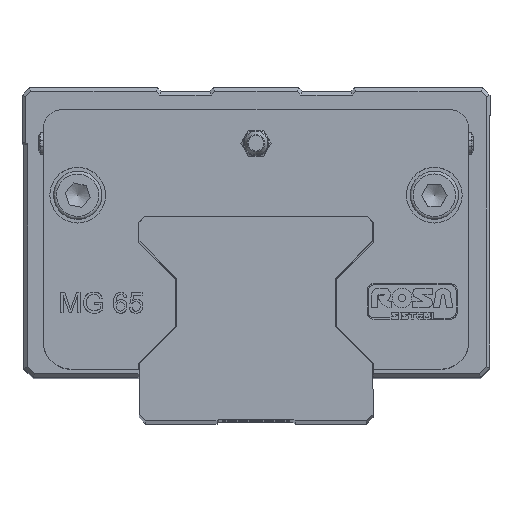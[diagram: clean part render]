
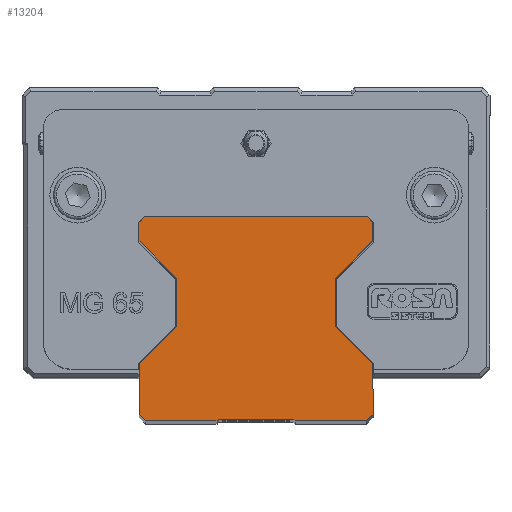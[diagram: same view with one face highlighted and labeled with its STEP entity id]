
A CAD part, top view. The second image highlights one B-rep face of the part: STEP entity #13204.
In plain terms, the highlighted planar face has unit normal (0, 0, 1).
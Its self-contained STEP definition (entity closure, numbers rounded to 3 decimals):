
#12492=CARTESIAN_POINT('',(-10.5,-27.601,523.0));
#12493=VERTEX_POINT('',#12492);
#12494=CARTESIAN_POINT('',(-29.7,-27.601,523.0));
#12495=VERTEX_POINT('',#12494);
#12496=CARTESIAN_POINT('',(-10.5,-27.601,523.0));
#12497=DIRECTION('',(-1.0,0.0,0.0));
#12498=VECTOR('',#12497,19.2);
#12499=LINE('',#12496,#12498);
#12500=EDGE_CURVE('',#12493,#12495,#12499,.T.);
#12532=CARTESIAN_POINT('',(-31.5,-25.801,523.0));
#12533=VERTEX_POINT('',#12532);
#12534=CARTESIAN_POINT('',(-29.7,-27.601,523.0));
#12535=DIRECTION('',(-0.707,0.707,0.0));
#12536=VECTOR('',#12535,2.546);
#12537=LINE('',#12534,#12536);
#12538=EDGE_CURVE('',#12495,#12533,#12537,.T.);
#12563=CARTESIAN_POINT('',(-31.5,-12.065,523.0));
#12564=VERTEX_POINT('',#12563);
#12565=CARTESIAN_POINT('',(-31.5,-25.801,523.0));
#12566=DIRECTION('',(0.0,1.0,0.0));
#12567=VECTOR('',#12566,13.736);
#12568=LINE('',#12565,#12567);
#12569=EDGE_CURVE('',#12533,#12564,#12568,.T.);
#12594=CARTESIAN_POINT('',(-21.5,-2.065,523.0));
#12595=VERTEX_POINT('',#12594);
#12596=CARTESIAN_POINT('',(-31.5,-12.065,523.0));
#12597=DIRECTION('',(0.707,0.707,0.0));
#12598=VECTOR('',#12597,14.142);
#12599=LINE('',#12596,#12598);
#12600=EDGE_CURVE('',#12564,#12595,#12599,.T.);
#12625=CARTESIAN_POINT('',(-21.5,10.864,523.0));
#12626=VERTEX_POINT('',#12625);
#12627=CARTESIAN_POINT('',(-21.5,-2.065,523.0));
#12628=DIRECTION('',(0.0,1.0,0.0));
#12629=VECTOR('',#12628,12.929);
#12630=LINE('',#12627,#12629);
#12631=EDGE_CURVE('',#12595,#12626,#12630,.T.);
#12656=CARTESIAN_POINT('',(-31.5,20.863,523.0));
#12657=VERTEX_POINT('',#12656);
#12658=CARTESIAN_POINT('',(-21.5,10.864,523.0));
#12659=DIRECTION('',(-0.707,0.707,0.0));
#12660=VECTOR('',#12659,14.142);
#12661=LINE('',#12658,#12660);
#12662=EDGE_CURVE('',#12626,#12657,#12661,.T.);
#12687=CARTESIAN_POINT('',(-31.5,25.899,523.0));
#12688=VERTEX_POINT('',#12687);
#12689=CARTESIAN_POINT('',(-31.5,20.863,523.0));
#12690=DIRECTION('',(0.0,1.0,0.0));
#12691=VECTOR('',#12690,5.036);
#12692=LINE('',#12689,#12691);
#12693=EDGE_CURVE('',#12657,#12688,#12692,.T.);
#12718=CARTESIAN_POINT('',(-30.,27.399,523.0));
#12719=VERTEX_POINT('',#12718);
#12720=CARTESIAN_POINT('',(-31.5,25.899,523.0));
#12721=DIRECTION('',(0.707,0.707,0.0));
#12722=VECTOR('',#12721,2.121);
#12723=LINE('',#12720,#12722);
#12724=EDGE_CURVE('',#12688,#12719,#12723,.T.);
#12749=CARTESIAN_POINT('',(30.,27.399,523.0));
#12750=VERTEX_POINT('',#12749);
#12751=CARTESIAN_POINT('',(-30.,27.399,523.0));
#12752=DIRECTION('',(1.0,0.0,0.0));
#12753=VECTOR('',#12752,60.);
#12754=LINE('',#12751,#12753);
#12755=EDGE_CURVE('',#12719,#12750,#12754,.T.);
#12801=CARTESIAN_POINT('',(31.5,25.899,523.0));
#12802=VERTEX_POINT('',#12801);
#12803=CARTESIAN_POINT('',(30.,27.399,523.0));
#12804=DIRECTION('',(0.707,-0.707,0.0));
#12805=VECTOR('',#12804,2.121);
#12806=LINE('',#12803,#12805);
#12807=EDGE_CURVE('',#12750,#12802,#12806,.T.);
#12832=CARTESIAN_POINT('',(31.5,20.863,523.0));
#12833=VERTEX_POINT('',#12832);
#12834=CARTESIAN_POINT('',(31.5,25.899,523.0));
#12835=DIRECTION('',(0.0,-1.0,0.0));
#12836=VECTOR('',#12835,5.036);
#12837=LINE('',#12834,#12836);
#12838=EDGE_CURVE('',#12802,#12833,#12837,.T.);
#12863=CARTESIAN_POINT('',(21.5,10.864,523.0));
#12864=VERTEX_POINT('',#12863);
#12865=CARTESIAN_POINT('',(31.5,20.863,523.0));
#12866=DIRECTION('',(-0.707,-0.707,0.0));
#12867=VECTOR('',#12866,14.142);
#12868=LINE('',#12865,#12867);
#12869=EDGE_CURVE('',#12833,#12864,#12868,.T.);
#12894=CARTESIAN_POINT('',(21.5,-2.065,523.0));
#12895=VERTEX_POINT('',#12894);
#12896=CARTESIAN_POINT('',(21.5,10.864,523.0));
#12897=DIRECTION('',(0.0,-1.0,0.0));
#12898=VECTOR('',#12897,12.929);
#12899=LINE('',#12896,#12898);
#12900=EDGE_CURVE('',#12864,#12895,#12899,.T.);
#12925=CARTESIAN_POINT('',(31.5,-12.065,523.0));
#12926=VERTEX_POINT('',#12925);
#12927=CARTESIAN_POINT('',(21.5,-2.065,523.0));
#12928=DIRECTION('',(0.707,-0.707,0.0));
#12929=VECTOR('',#12928,14.142);
#12930=LINE('',#12927,#12929);
#12931=EDGE_CURVE('',#12895,#12926,#12930,.T.);
#12956=CARTESIAN_POINT('',(31.5,-25.801,523.0));
#12957=VERTEX_POINT('',#12956);
#12958=CARTESIAN_POINT('',(31.5,-12.065,523.0));
#12959=DIRECTION('',(0.0,-1.0,0.0));
#12960=VECTOR('',#12959,13.736);
#12961=LINE('',#12958,#12960);
#12962=EDGE_CURVE('',#12926,#12957,#12961,.T.);
#12987=CARTESIAN_POINT('',(29.7,-27.601,523.0));
#12988=VERTEX_POINT('',#12987);
#12989=CARTESIAN_POINT('',(31.5,-25.801,523.0));
#12990=DIRECTION('',(-0.707,-0.707,0.0));
#12991=VECTOR('',#12990,2.546);
#12992=LINE('',#12989,#12991);
#12993=EDGE_CURVE('',#12957,#12988,#12992,.T.);
#13018=CARTESIAN_POINT('',(10.5,-27.601,523.0));
#13019=VERTEX_POINT('',#13018);
#13020=CARTESIAN_POINT('',(29.7,-27.601,523.0));
#13021=DIRECTION('',(-1.0,0.0,0.0));
#13022=VECTOR('',#13021,19.2);
#13023=LINE('',#13020,#13022);
#13024=EDGE_CURVE('',#12988,#13019,#13023,.T.);
#13049=CARTESIAN_POINT('',(10.,-27.101,523.0));
#13050=VERTEX_POINT('',#13049);
#13051=CARTESIAN_POINT('',(10.5,-27.601,523.0));
#13052=DIRECTION('',(-0.707,0.707,0.0));
#13053=VECTOR('',#13052,0.707);
#13054=LINE('',#13051,#13053);
#13055=EDGE_CURVE('',#13019,#13050,#13054,.T.);
#13080=CARTESIAN_POINT('',(-10.,-27.101,523.0));
#13081=VERTEX_POINT('',#13080);
#13082=CARTESIAN_POINT('',(10.,-27.101,523.0));
#13083=DIRECTION('',(-1.0,0.0,0.0));
#13084=VECTOR('',#13083,20.0);
#13085=LINE('',#13082,#13084);
#13086=EDGE_CURVE('',#13050,#13081,#13085,.T.);
#13132=CARTESIAN_POINT('',(-10.,-27.101,523.0));
#13133=DIRECTION('',(-0.707,-0.707,0.0));
#13134=VECTOR('',#13133,0.707);
#13135=LINE('',#13132,#13134);
#13136=EDGE_CURVE('',#13081,#12493,#13135,.T.);
#13177=CARTESIAN_POINT('',(0.,0.235,523.0));
#13178=DIRECTION('',(0.0,0.0,1.0));
#13179=DIRECTION('',(1.0,0.0,0.0));
#13180=AXIS2_PLACEMENT_3D('',#13177,#13178,#13179);
#13181=PLANE('',#13180);
#13182=ORIENTED_EDGE('',*,*,#12500,.F.);
#13183=ORIENTED_EDGE('',*,*,#13136,.F.);
#13184=ORIENTED_EDGE('',*,*,#13086,.F.);
#13185=ORIENTED_EDGE('',*,*,#13055,.F.);
#13186=ORIENTED_EDGE('',*,*,#13024,.F.);
#13187=ORIENTED_EDGE('',*,*,#12993,.F.);
#13188=ORIENTED_EDGE('',*,*,#12962,.F.);
#13189=ORIENTED_EDGE('',*,*,#12931,.F.);
#13190=ORIENTED_EDGE('',*,*,#12900,.F.);
#13191=ORIENTED_EDGE('',*,*,#12869,.F.);
#13192=ORIENTED_EDGE('',*,*,#12838,.F.);
#13193=ORIENTED_EDGE('',*,*,#12807,.F.);
#13194=ORIENTED_EDGE('',*,*,#12755,.F.);
#13195=ORIENTED_EDGE('',*,*,#12724,.F.);
#13196=ORIENTED_EDGE('',*,*,#12693,.F.);
#13197=ORIENTED_EDGE('',*,*,#12662,.F.);
#13198=ORIENTED_EDGE('',*,*,#12631,.F.);
#13199=ORIENTED_EDGE('',*,*,#12600,.F.);
#13200=ORIENTED_EDGE('',*,*,#12569,.F.);
#13201=ORIENTED_EDGE('',*,*,#12538,.F.);
#13202=EDGE_LOOP('',(#13182,#13183,#13184,#13185,#13186,#13187,#13188,#13189,#13190,#13191,#13192,#13193,#13194,#13195,#13196,#13197,#13198,#13199,#13200,#13201));
#13203=FACE_OUTER_BOUND('',#13202,.T.);
#13204=ADVANCED_FACE('',(#13203),#13181,.T.);
